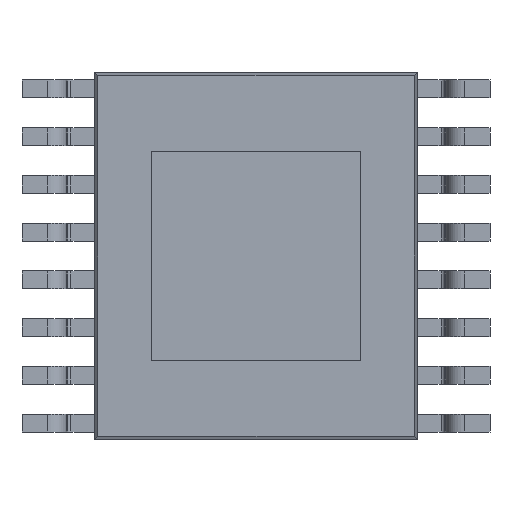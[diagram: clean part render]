
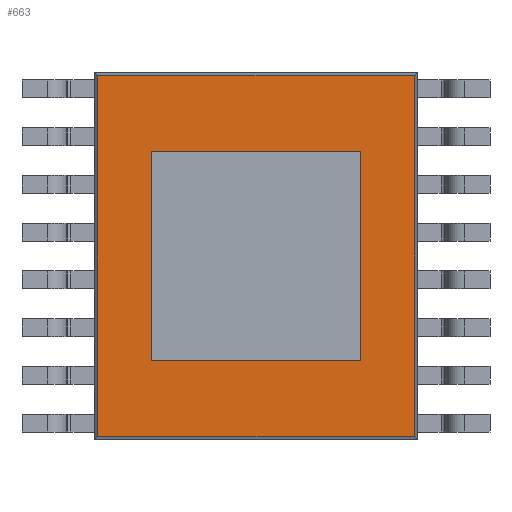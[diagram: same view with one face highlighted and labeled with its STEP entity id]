
A CAD part, front view. The second image highlights one B-rep face of the part: STEP entity #663.
In plain terms, the highlighted planar face has unit normal (0, -1, 0).
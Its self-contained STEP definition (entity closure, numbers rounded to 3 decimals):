
#74 = LINE ( 'NONE', #5956, #4995 ) ;
#78 = ORIENTED_EDGE ( 'NONE', *, *, #2322, .T. ) ;
#139 = DIRECTION ( 'NONE',  ( 1., 0., 0. ) ) ;
#181 = CARTESIAN_POINT ( 'NONE',  ( 2.158, 0.3, -2.458 ) ) ;
#250 = EDGE_CURVE ( 'NONE', #4511, #1687, #74, .T. ) ;
#326 = CARTESIAN_POINT ( 'NONE',  ( 2.158, 0.3, -2.5 ) ) ;
#344 = CARTESIAN_POINT ( 'NONE',  ( 2.158, 0.3, 2.458 ) ) ;
#393 = VERTEX_POINT ( 'NONE', #181 ) ;
#400 = DIRECTION ( 'NONE',  ( 0., 0., -1. ) ) ;
#433 = FACE_BOUND ( 'NONE', #4307, .T. ) ;
#439 = VECTOR ( 'NONE', #6894, 1000. ) ;
#482 = EDGE_CURVE ( 'NONE', #5981, #1436, #4800, .T. ) ;
#541 = CARTESIAN_POINT ( 'NONE',  ( 2.2, 0.3, 2.458 ) ) ;
#562 = VECTOR ( 'NONE', #5942, 1000. ) ;
#663 = ADVANCED_FACE ( 'NONE', ( #433, #4899 ), #7490, .T. ) ;
#740 = ORIENTED_EDGE ( 'NONE', *, *, #4649, .T. ) ;
#835 = ORIENTED_EDGE ( 'NONE', *, *, #250, .T. ) ;
#926 = VECTOR ( 'NONE', #4026, 1000. ) ;
#956 = CARTESIAN_POINT ( 'NONE',  ( 1.425, 0.3, -1.425 ) ) ;
#1127 = EDGE_CURVE ( 'NONE', #1436, #4178, #2917, .T. ) ;
#1176 = CARTESIAN_POINT ( 'NONE',  ( -1.425, 0.3, -1.425 ) ) ;
#1265 = CARTESIAN_POINT ( 'NONE',  ( -1.425, 0.3, -1.425 ) ) ;
#1436 = VERTEX_POINT ( 'NONE', #2700 ) ;
#1568 = LINE ( 'NONE', #1176, #562 ) ;
#1687 = VERTEX_POINT ( 'NONE', #4103 ) ;
#1708 = DIRECTION ( 'NONE',  ( -1., 0., 0. ) ) ;
#1756 = CARTESIAN_POINT ( 'NONE',  ( -1.425, 0.3, 1.425 ) ) ;
#1981 = ORIENTED_EDGE ( 'NONE', *, *, #4639, .F. ) ;
#2002 = EDGE_LOOP ( 'NONE', ( #5425, #78, #740, #835 ) ) ;
#2134 = CARTESIAN_POINT ( 'NONE',  ( -2.158, 0.3, 2.458 ) ) ;
#2322 = EDGE_CURVE ( 'NONE', #393, #6621, #7178, .T. ) ;
#2580 = LINE ( 'NONE', #541, #3524 ) ;
#2700 = CARTESIAN_POINT ( 'NONE',  ( 1.425, 0.3, 1.425 ) ) ;
#2831 = DIRECTION ( 'NONE',  ( 0., -1., 0. ) ) ;
#2917 = LINE ( 'NONE', #7455, #3380 ) ;
#2992 = VECTOR ( 'NONE', #4453, 1000. ) ;
#3099 = CARTESIAN_POINT ( 'NONE',  ( 1.425, 0.3, -1.425 ) ) ;
#3352 = EDGE_CURVE ( 'NONE', #7446, #5981, #4379, .T. ) ;
#3379 = CARTESIAN_POINT ( 'NONE',  ( 0., 0.3, 0. ) ) ;
#3380 = VECTOR ( 'NONE', #4540, 1000. ) ;
#3524 = VECTOR ( 'NONE', #1708, 1000. ) ;
#3946 = CARTESIAN_POINT ( 'NONE',  ( -2.2, 0.3, -2.458 ) ) ;
#4026 = DIRECTION ( 'NONE',  ( 1., 0., 0. ) ) ;
#4103 = CARTESIAN_POINT ( 'NONE',  ( -2.158, 0.3, -2.458 ) ) ;
#4127 = ORIENTED_EDGE ( 'NONE', *, *, #482, .F. ) ;
#4178 = VERTEX_POINT ( 'NONE', #1756 ) ;
#4307 = EDGE_LOOP ( 'NONE', ( #1981, #6817, #4127, #7600 ) ) ;
#4379 = LINE ( 'NONE', #3099, #5776 ) ;
#4453 = DIRECTION ( 'NONE',  ( 0., 0., 1. ) ) ;
#4494 = EDGE_CURVE ( 'NONE', #1687, #393, #7047, .T. ) ;
#4511 = VERTEX_POINT ( 'NONE', #2134 ) ;
#4540 = DIRECTION ( 'NONE',  ( -1., 0., 0. ) ) ;
#4639 = EDGE_CURVE ( 'NONE', #4178, #7446, #1568, .T. ) ;
#4649 = EDGE_CURVE ( 'NONE', #6621, #4511, #2580, .T. ) ;
#4800 = LINE ( 'NONE', #956, #439 ) ;
#4899 = FACE_OUTER_BOUND ( 'NONE', #2002, .T. ) ;
#4995 = VECTOR ( 'NONE', #6639, 1000. ) ;
#5425 = ORIENTED_EDGE ( 'NONE', *, *, #4494, .T. ) ;
#5776 = VECTOR ( 'NONE', #139, 1000. ) ;
#5942 = DIRECTION ( 'NONE',  ( 0., 0., -1. ) ) ;
#5956 = CARTESIAN_POINT ( 'NONE',  ( -2.158, 0.3, 2.5 ) ) ;
#5981 = VERTEX_POINT ( 'NONE', #6611 ) ;
#6315 = AXIS2_PLACEMENT_3D ( 'NONE', #3379, #2831, #400 ) ;
#6611 = CARTESIAN_POINT ( 'NONE',  ( 1.425, 0.3, -1.425 ) ) ;
#6621 = VERTEX_POINT ( 'NONE', #344 ) ;
#6639 = DIRECTION ( 'NONE',  ( 0., 0., -1. ) ) ;
#6817 = ORIENTED_EDGE ( 'NONE', *, *, #1127, .F. ) ;
#6894 = DIRECTION ( 'NONE',  ( 0., 0., 1. ) ) ;
#7047 = LINE ( 'NONE', #3946, #926 ) ;
#7178 = LINE ( 'NONE', #326, #2992 ) ;
#7446 = VERTEX_POINT ( 'NONE', #1265 ) ;
#7455 = CARTESIAN_POINT ( 'NONE',  ( 1.425, 0.3, 1.425 ) ) ;
#7490 = PLANE ( 'NONE',  #6315 ) ;
#7600 = ORIENTED_EDGE ( 'NONE', *, *, #3352, .F. ) ;
